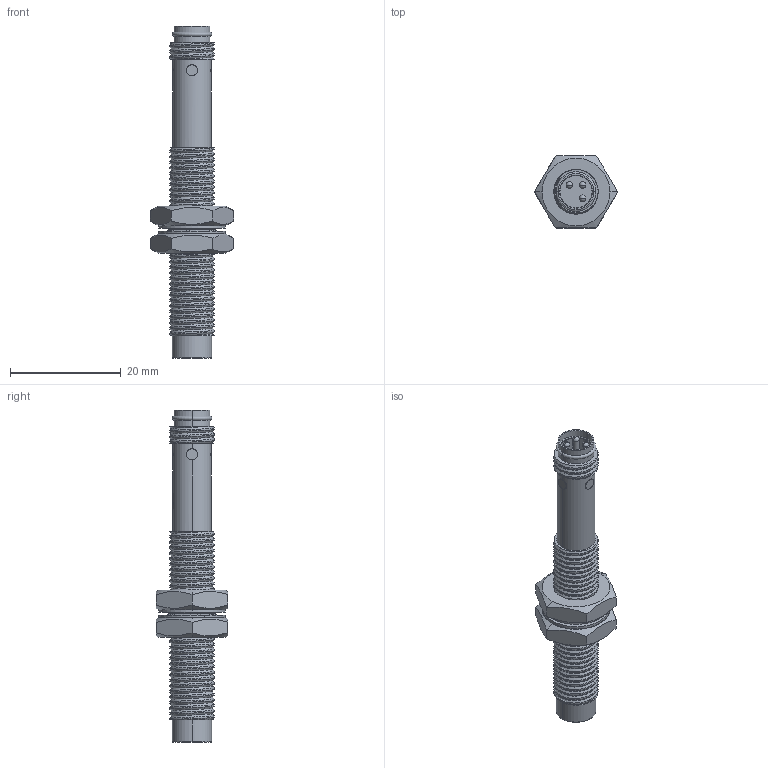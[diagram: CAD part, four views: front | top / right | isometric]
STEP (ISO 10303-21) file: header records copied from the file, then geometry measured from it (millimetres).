
FILE_DESCRIPTION((''),'2;1');
FILE_NAME('TRN08-E1_ASM','2018-08-02T',('Gavin'),(''),'PRO/ENGINEER BY PARAMETRIC TECHNOLOGY CORPORATION, 2009440','PRO/ENGINEER BY PARAMETRIC TECHNOLOGY CORPORATION, 2009440','');
FILE_SCHEMA(('CONFIG_CONTROL_DESIGN'));
Length unit declared in the file: millimetre
Products named in the file (7): _M8_____-_LPATTERN10_-13876; _M8_____-_LPATTERN10_-16089; _M8_________-___________1-22423; _M8_________-___________1-33039; ____-____1_1_; M8-___________ASM; TRN08-E1_ASM
Assembly tree (6 placements, depth 3):
  TRN08-E1_ASM
    M8-___________ASM
      _M8_____-_LPATTERN10_-13876
      _M8_____-_LPATTERN10_-16089
      _M8_________-___________1-22423
      _M8_________-___________1-33039
      ____-____1_1_
Bounding box: 15.01 x 13 x 60 mm (x, y, z)
Volume: 3290.7 mm3; surface area: 3346.5 mm2
Topology: 5 solids, 5 shells, 770 faces, 2221 edges, 1450 vertices
Faces by surface type: plane 482, cylinder 216, cone 48, bspline 10, torus 8, sphere 6
Entity records: 43080 total; most frequent: CARTESIAN_POINT 22938, ORIENTED_EDGE 4430, DIRECTION 3836, EDGE_CURVE 2215, VECTOR 1616, LINE 1616, VERTEX_POINT 1450, AXIS2_PLACEMENT_3D 1110
